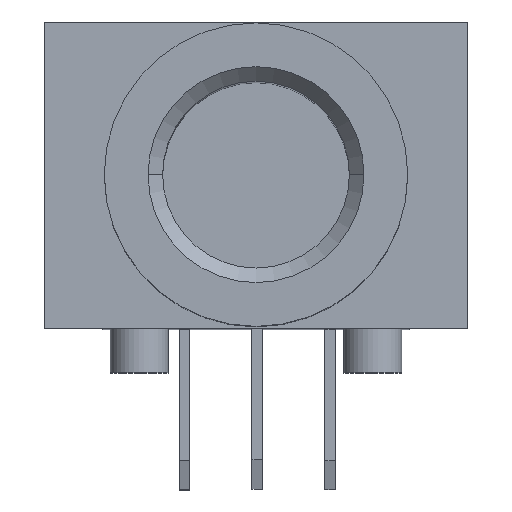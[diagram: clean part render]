
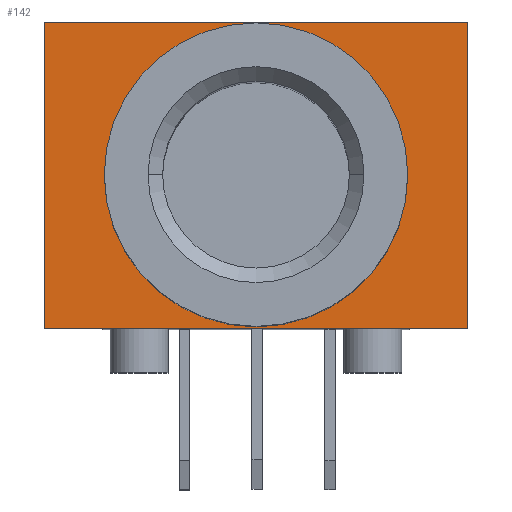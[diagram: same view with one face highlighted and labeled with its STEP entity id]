
A CAD part, top view. The second image highlights one B-rep face of the part: STEP entity #142.
In plain terms, the highlighted planar face has unit normal (0, 0, 1).
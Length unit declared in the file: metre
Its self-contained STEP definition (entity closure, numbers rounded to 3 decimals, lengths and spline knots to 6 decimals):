
#142=ADVANCED_FACE('1:847',(#303,#304),#305,.T.);
#303=FACE_BOUND('',#473,.T.);
#304=FACE_OUTER_BOUND('',#474,.T.);
#305=PLANE('',#475);
#473=EDGE_LOOP('',(#830,#831));
#474=EDGE_LOOP('',(#832,#833,#834,#835));
#475=AXIS2_PLACEMENT_3D('',#836,#837,#838);
#830=ORIENTED_EDGE('',*,*,#994,.F.);
#831=ORIENTED_EDGE('',*,*,#1100,.F.);
#832=ORIENTED_EDGE('',*,*,#1067,.F.);
#833=ORIENTED_EDGE('',*,*,#1102,.F.);
#834=ORIENTED_EDGE('',*,*,#1103,.F.);
#835=ORIENTED_EDGE('',*,*,#1104,.F.);
#836=CARTESIAN_POINT('',(0.0,0.0,0.024));
#837=DIRECTION('',(0.0,0.0,1.0));
#838=DIRECTION('',(1.0,0.0,0.0));
#994=EDGE_CURVE('1:874',#1182,#1178,#1184,.T.);
#1067=EDGE_CURVE('1:98',#1293,#1295,#1296,.F.);
#1100=EDGE_CURVE('',#1178,#1182,#1340,.T.);
#1102=EDGE_CURVE('1:611',#1342,#1293,#1343,.F.);
#1103=EDGE_CURVE('1:77',#1344,#1342,#1345,.F.);
#1104=EDGE_CURVE('1:412',#1295,#1344,#1346,.F.);
#1178=VERTEX_POINT('',#1434);
#1182=VERTEX_POINT('',#1439);
#1184=CIRCLE('',#1442,0.0052);
#1293=VERTEX_POINT('',#1597);
#1295=VERTEX_POINT('',#1600);
#1296=LINE('',#1601,#1602);
#1340=CIRCLE('',#1664,0.0052);
#1342=VERTEX_POINT('',#1666);
#1343=LINE('',#1667,#1668);
#1344=VERTEX_POINT('',#1669);
#1345=LINE('',#1670,#1671);
#1346=LINE('',#1672,#1673);
#1434=CARTESIAN_POINT('',(0.00005,0.00525,0.024));
#1439=CARTESIAN_POINT('',(0.01045,0.00525,0.024));
#1442=AXIS2_PLACEMENT_3D('',#1765,#1766,#1767);
#1597=CARTESIAN_POINT('',(0.0125,0.0,0.024));
#1600=CARTESIAN_POINT('',(-0.002,0.0,0.024));
#1601=CARTESIAN_POINT('',(0.003,0.0,0.024));
#1602=VECTOR('',#1839,1.0);
#1664=AXIS2_PLACEMENT_3D('',#1867,#1868,#1869);
#1666=CARTESIAN_POINT('',(0.0125,0.0105,0.024));
#1667=CARTESIAN_POINT('',(0.0125,0.002625,0.024));
#1668=VECTOR('',#1870,1.0);
#1669=CARTESIAN_POINT('',(-0.002,0.0105,0.024));
#1670=CARTESIAN_POINT('',(0.003,0.0105,0.024));
#1671=VECTOR('',#1871,1.0);
#1672=CARTESIAN_POINT('',(-0.002,0.002625,0.024));
#1673=VECTOR('',#1872,1.0);
#1765=CARTESIAN_POINT('',(0.00525,0.00525,0.024));
#1766=DIRECTION('',(0.0,0.0,1.0));
#1767=DIRECTION('',(1.0,0.0,-0.0));
#1839=DIRECTION('',(1.0,0.0,-0.0));
#1867=CARTESIAN_POINT('',(0.00525,0.00525,0.024));
#1868=DIRECTION('',(0.0,0.0,1.0));
#1869=DIRECTION('',(1.0,0.0,-0.0));
#1870=DIRECTION('',(0.0,1.0,0.0));
#1871=DIRECTION('',(-1.0,0.0,0.0));
#1872=DIRECTION('',(0.0,-1.0,0.0));
